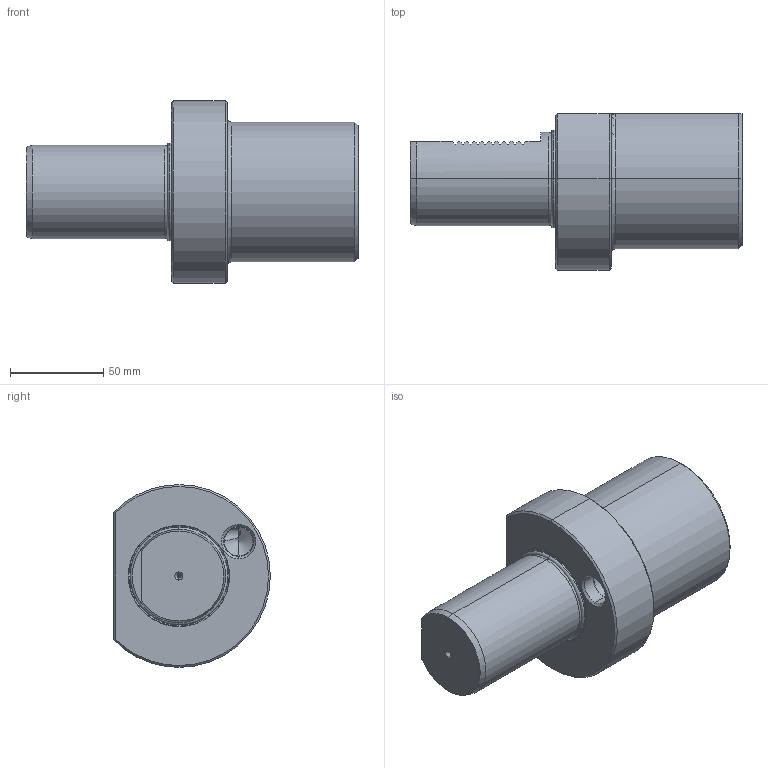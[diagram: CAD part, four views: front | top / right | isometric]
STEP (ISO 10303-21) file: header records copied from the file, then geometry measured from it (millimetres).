
FILE_DESCRIPTION (( 'STEP AP203' ), '1' );
FILE_NAME ('509.51.50.STEP', '2016-11-26T06:35:33', ( '' ), ( '' ), 'SwSTEP 2.0', 'SolidWorks 2012', '' );
FILE_SCHEMA (( 'CONFIG_CONTROL_DESIGN' ));
Length unit declared in the file: millimetre
Products named in the file (6): M16xP1x14; 509.51.50; M16xP1x12; 管螺文螺絲; VDI50       E1_50; O型環48.7
Assembly tree (5 placements, depth 2):
  509.51.50
    VDI50       E1_50
    O型環48.7
    管螺文螺絲
    M16xP1x12
    M16xP1x14
Bounding box: 178 x 84 x 98 mm (x, y, z)
Volume: 471347.6 mm3; surface area: 72828.3 mm2
Topology: 5 solids, 5 shells, 317 faces, 864 edges, 556 vertices
Faces by surface type: cylinder 123, cone 83, plane 74, bspline 22, torus 15
Entity records: 31593 total; most frequent: CARTESIAN_POINT 23974, ORIENTED_EDGE 1716, DIRECTION 1194, EDGE_CURVE 858, VERTEX_POINT 556, AXIS2_PLACEMENT_3D 441, EDGE_LOOP 332, FACE_OUTER_BOUND 317
